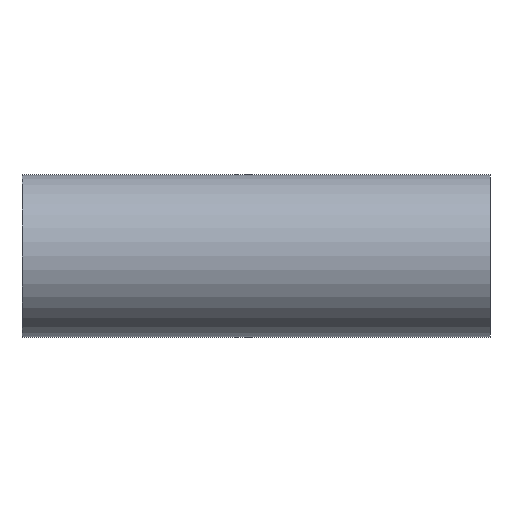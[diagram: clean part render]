
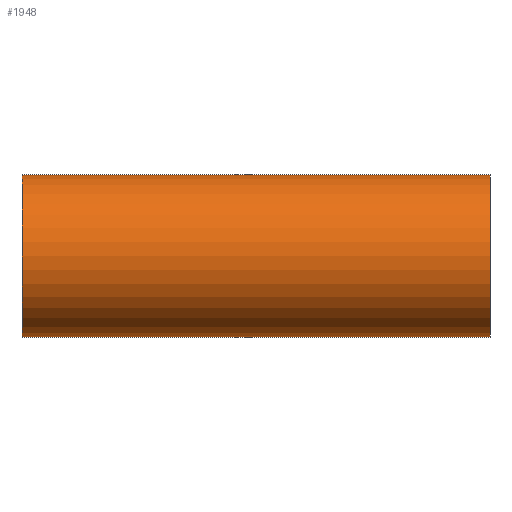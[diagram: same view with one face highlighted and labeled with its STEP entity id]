
A CAD part, front view. The second image highlights one B-rep face of the part: STEP entity #1948.
In plain terms, the highlighted cylindrical face has radius 25.4 mm (diameter 50.8 mm), a partial arc.
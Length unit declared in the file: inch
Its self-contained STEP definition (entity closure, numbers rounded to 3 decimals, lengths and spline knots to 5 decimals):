
#12 = DIRECTION ( 'NONE',  ( 0., 0., -1. ) ) ;
#52 = ORIENTED_EDGE ( 'NONE', *, *, #1216, .F. ) ;
#77 = DIRECTION ( 'NONE',  ( -1., 0., 0. ) ) ;
#147 = VERTEX_POINT ( 'NONE', #354 ) ;
#158 = FACE_OUTER_BOUND ( 'NONE', #1533, .T. ) ;
#188 = DIRECTION ( 'NONE',  ( 0., 0., -1. ) ) ;
#250 = AXIS2_PLACEMENT_3D ( 'NONE', #941, #759, #276 ) ;
#276 = DIRECTION ( 'NONE',  ( 0., 0., 1. ) ) ;
#354 = CARTESIAN_POINT ( 'NONE',  ( 2.87402, 0., -1. ) ) ;
#624 = ORIENTED_EDGE ( 'NONE', *, *, #1881, .F. ) ;
#754 = CARTESIAN_POINT ( 'NONE',  ( 2.87402, 0., 1. ) ) ;
#759 = DIRECTION ( 'NONE',  ( -1., 0., 0. ) ) ;
#919 = EDGE_CURVE ( 'NONE', #1648, #2254, #1761, .T. ) ;
#934 = CARTESIAN_POINT ( 'NONE',  ( 2.87402, 0., 1. ) ) ;
#941 = CARTESIAN_POINT ( 'NONE',  ( 2.87402, 0., 0. ) ) ;
#1181 = ORIENTED_EDGE ( 'NONE', *, *, #919, .T. ) ;
#1216 = EDGE_CURVE ( 'NONE', #147, #2254, #2261, .T. ) ;
#1240 = AXIS2_PLACEMENT_3D ( 'NONE', #1567, #2264, #188 ) ;
#1406 = LINE ( 'NONE', #934, #2231 ) ;
#1428 = VERTEX_POINT ( 'NONE', #754 ) ;
#1531 = CARTESIAN_POINT ( 'NONE',  ( -2.87402, 0., 1. ) ) ;
#1533 = EDGE_LOOP ( 'NONE', ( #52, #624, #1782, #1181 ) ) ;
#1535 = DIRECTION ( 'NONE',  ( -1., 0., 0. ) ) ;
#1567 = CARTESIAN_POINT ( 'NONE',  ( -2.87402, 0., 0. ) ) ;
#1576 = CIRCLE ( 'NONE', #2120, 1. ) ;
#1627 = CYLINDRICAL_SURFACE ( 'NONE', #250, 1. ) ;
#1648 = VERTEX_POINT ( 'NONE', #1531 ) ;
#1761 = CIRCLE ( 'NONE', #1240, 1. ) ;
#1763 = DIRECTION ( 'NONE',  ( 1., 0., 0. ) ) ;
#1776 = CARTESIAN_POINT ( 'NONE',  ( 2.87402, 0., 0. ) ) ;
#1782 = ORIENTED_EDGE ( 'NONE', *, *, #2228, .T. ) ;
#1881 = EDGE_CURVE ( 'NONE', #1428, #147, #1576, .T. ) ;
#1948 = ADVANCED_FACE ( 'NONE', ( #158 ), #1627, .T. ) ;
#2120 = AXIS2_PLACEMENT_3D ( 'NONE', #1776, #1763, #12 ) ;
#2178 = CARTESIAN_POINT ( 'NONE',  ( -2.87402, 0., -1. ) ) ;
#2205 = CARTESIAN_POINT ( 'NONE',  ( 2.87402, 0., -1. ) ) ;
#2228 = EDGE_CURVE ( 'NONE', #1428, #1648, #1406, .T. ) ;
#2231 = VECTOR ( 'NONE', #77, 39.37008 ) ;
#2252 = VECTOR ( 'NONE', #1535, 39.37008 ) ;
#2254 = VERTEX_POINT ( 'NONE', #2178 ) ;
#2261 = LINE ( 'NONE', #2205, #2252 ) ;
#2264 = DIRECTION ( 'NONE',  ( 1., 0., 0. ) ) ;
